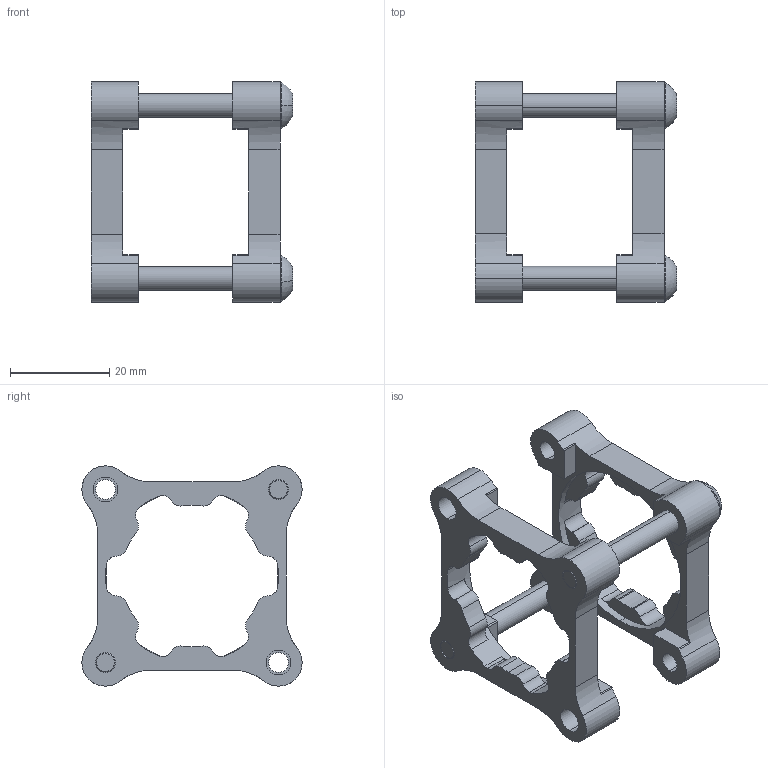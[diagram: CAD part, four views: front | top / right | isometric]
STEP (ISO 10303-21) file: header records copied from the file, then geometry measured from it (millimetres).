
FILE_DESCRIPTION (( 'STEP AP203' ), '1' );
FILE_NAME ('REV-21-2551.STEP', '2022-10-07T19:14:48', ( '' ), ( '' ), 'SwSTEP 2.0', 'SolidWorks 2022', '' );
FILE_SCHEMA (( 'CONFIG_CONTROL_DESIGN' ));
Length unit declared in the file: inch
Products named in the file (3): REV-21-2551; REV-21-2551-P01; #10 Button Head Cap Screws_1.500 Long
Assembly tree (4 placements, depth 2):
  REV-21-2551
    REV-21-2551-P01  x2
    #10 Button Head Cap Screws_1.500 Long  x2
Bounding box: 40.67 x 44.45 x 44.45 mm (x, y, z)
Volume: 12232.1 mm3; surface area: 10122.3 mm2
Topology: 4 solids, 4 shells, 262 faces, 712 edges, 458 vertices
Faces by surface type: cylinder 158, plane 78, cone 22, sphere 4
Entity records: 4627 total; most frequent: DIRECTION 822, CARTESIAN_POINT 768, ORIENTED_EDGE 708, EDGE_CURVE 354, AXIS2_PLACEMENT_3D 337, VERTEX_POINT 229, CIRCLE 199, VECTOR 148
